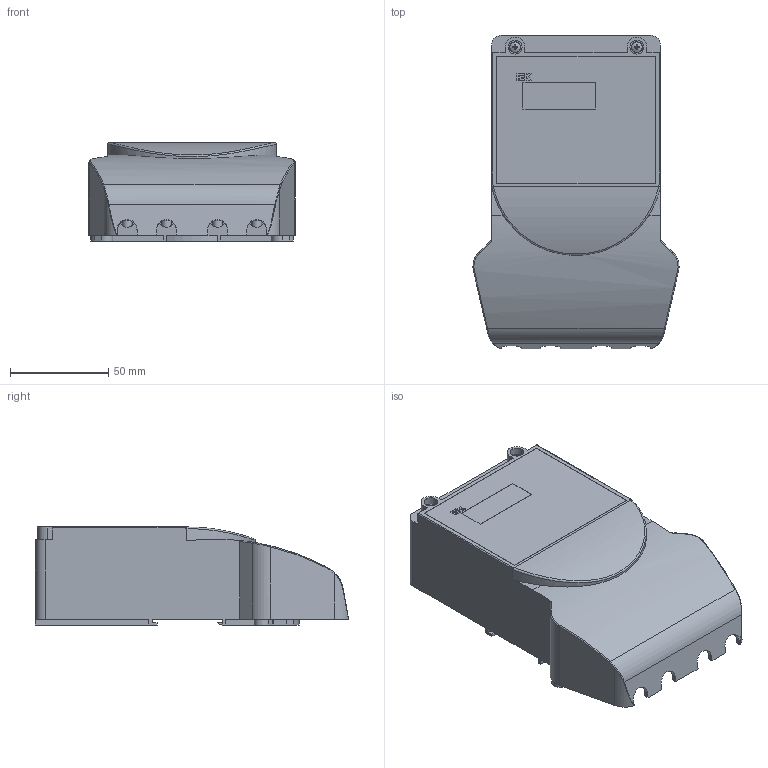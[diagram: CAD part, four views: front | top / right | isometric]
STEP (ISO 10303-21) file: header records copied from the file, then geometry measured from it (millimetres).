
FILE_DESCRIPTION (( 'STEP AP214' ), '1' );
FILE_NAME ('CCE-1C4-1-02-1 Ñ÷åò÷èê ýë. ýí. 1-ôàç. ìí.òàðèô. STAR 104_1 Ñ3-5(60)Ý 4ØÈÎ.STEP', '2018-03-20T06:55:57', ( 'AutoBVT' ), ( 'Microsoft' ), 'SwSTEP 2.0', 'SolidWorks 2014', '' );
FILE_SCHEMA (( 'AUTOMOTIVE_DESIGN' ));
Length unit declared in the file: millimetre
Products named in the file (1): CCE-1C4-1-02-1 Ñ÷åò÷èê ýë. ýí. 1-ôàç. ìí.òàðèô. STAR 104_1 Ñ3-5(60)Ý 4ØÈÎ
Bounding box: 104.99 x 159.47 x 50 mm (x, y, z)
Volume: 512078 mm3; surface area: 64401.4 mm2
Topology: 1 solids, 1 shells, 386 faces, 1001 edges, 638 vertices
Faces by surface type: plane 234, cylinder 89, cone 33, bspline 30
Entity records: 16123 total; most frequent: CARTESIAN_POINT 6901, ORIENTED_EDGE 1990, DIRECTION 1805, EDGE_CURVE 995, VERTEX_POINT 638, AXIS2_PLACEMENT_3D 605, VECTOR 595, LINE 595
